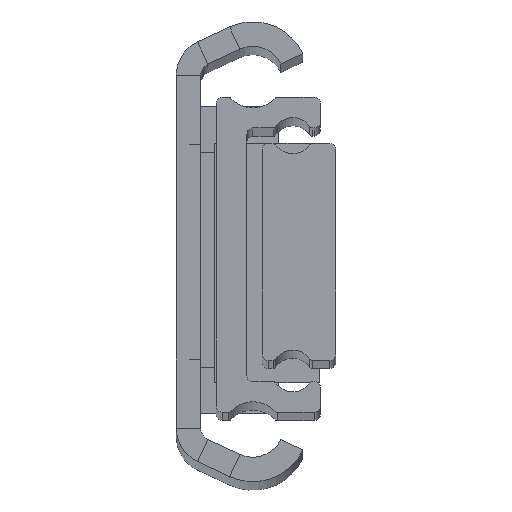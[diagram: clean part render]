
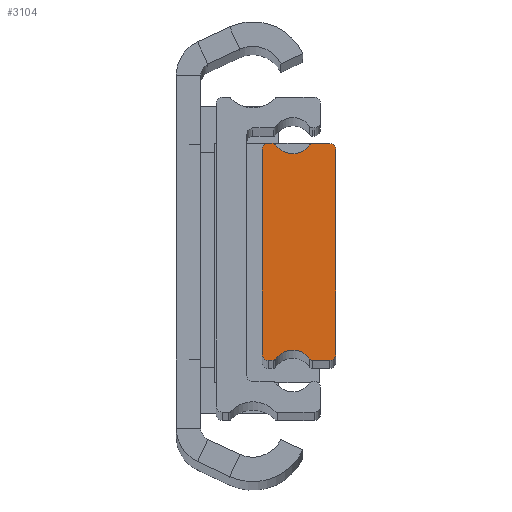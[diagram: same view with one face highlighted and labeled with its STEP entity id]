
A CAD part, top view. The second image highlights one B-rep face of the part: STEP entity #3104.
In plain terms, the highlighted planar face has unit normal (0, 0, 1).
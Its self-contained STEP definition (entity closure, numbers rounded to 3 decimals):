
#31 = DIRECTION ( 'NONE',  ( 1., 0., 0. ) ) ;
#33 = ORIENTED_EDGE ( 'NONE', *, *, #4735, .T. ) ;
#48 = VERTEX_POINT ( 'NONE', #4738 ) ;
#161 = VERTEX_POINT ( 'NONE', #810 ) ;
#178 = CARTESIAN_POINT ( 'NONE',  ( 0., -16.688, 0. ) ) ;
#187 = VERTEX_POINT ( 'NONE', #3287 ) ;
#267 = CARTESIAN_POINT ( 'NONE',  ( -10.203, -17.188, 0. ) ) ;
#297 = DIRECTION ( 'NONE',  ( 0., 0., 1. ) ) ;
#311 = EDGE_CURVE ( 'NONE', #1705, #5066, #1427, .T. ) ;
#319 = ORIENTED_EDGE ( 'NONE', *, *, #447, .T. ) ;
#327 = LINE ( 'NONE', #4332, #4890 ) ;
#336 = CARTESIAN_POINT ( 'NONE',  ( -9.792, -17.473, 0. ) ) ;
#350 = VECTOR ( 'NONE', #5157, 1000. ) ;
#446 = DIRECTION ( 'NONE',  ( 1., 0., 0. ) ) ;
#447 = EDGE_CURVE ( 'NONE', #2772, #861, #3974, .T. ) ;
#490 = ORIENTED_EDGE ( 'NONE', *, *, #1212, .T. ) ;
#656 = DIRECTION ( 'NONE',  ( 0., 0., 1. ) ) ;
#810 = CARTESIAN_POINT ( 'NONE',  ( -12., 16.688, 0. ) ) ;
#828 = EDGE_CURVE ( 'NONE', #4098, #3099, #4023, .T. ) ;
#851 = CIRCLE ( 'NONE', #3208, 1. ) ;
#861 = VERTEX_POINT ( 'NONE', #336 ) ;
#865 = CARTESIAN_POINT ( 'NONE',  ( -10.203, 17.188, 0. ) ) ;
#879 = AXIS2_PLACEMENT_3D ( 'NONE', #4772, #3598, #4339 ) ;
#887 = VERTEX_POINT ( 'NONE', #4776 ) ;
#1133 = ORIENTED_EDGE ( 'NONE', *, *, #2808, .T. ) ;
#1150 = VERTEX_POINT ( 'NONE', #3819 ) ;
#1159 = CARTESIAN_POINT ( 'NONE',  ( -3.797, -17.188, 0. ) ) ;
#1195 = ORIENTED_EDGE ( 'NONE', *, *, #3741, .T. ) ;
#1212 = EDGE_CURVE ( 'NONE', #1150, #1631, #1854, .T. ) ;
#1216 = AXIS2_PLACEMENT_3D ( 'NONE', #1159, #656, #3895 ) ;
#1266 = ORIENTED_EDGE ( 'NONE', *, *, #1643, .T. ) ;
#1286 = CARTESIAN_POINT ( 'NONE',  ( -1., -16.688, 0. ) ) ;
#1302 = VERTEX_POINT ( 'NONE', #3945 ) ;
#1314 = EDGE_CURVE ( 'NONE', #1631, #161, #851, .T. ) ;
#1349 = AXIS2_PLACEMENT_3D ( 'NONE', #1634, #2900, #4182 ) ;
#1360 = DIRECTION ( 'NONE',  ( 0., 0., 1. ) ) ;
#1370 = VERTEX_POINT ( 'NONE', #2173 ) ;
#1427 = LINE ( 'NONE', #1776, #3294 ) ;
#1436 = AXIS2_PLACEMENT_3D ( 'NONE', #267, #297, #1889 ) ;
#1455 = DIRECTION ( 'NONE',  ( -1., 0., 0. ) ) ;
#1507 = DIRECTION ( 'NONE',  ( 0., 0., -1. ) ) ;
#1510 = ORIENTED_EDGE ( 'NONE', *, *, #1314, .T. ) ;
#1571 = CARTESIAN_POINT ( 'NONE',  ( -7., -19.412, 0. ) ) ;
#1631 = VERTEX_POINT ( 'NONE', #2794 ) ;
#1634 = CARTESIAN_POINT ( 'NONE',  ( -11., -16.687, 0. ) ) ;
#1643 = EDGE_CURVE ( 'NONE', #3604, #2772, #3171, .T. ) ;
#1705 = VERTEX_POINT ( 'NONE', #3963 ) ;
#1776 = CARTESIAN_POINT ( 'NONE',  ( -3.797, -17.688, 0. ) ) ;
#1788 = EDGE_CURVE ( 'NONE', #887, #3604, #4756, .T. ) ;
#1854 = LINE ( 'NONE', #3468, #4246 ) ;
#1855 = VERTEX_POINT ( 'NONE', #4585 ) ;
#1889 = DIRECTION ( 'NONE',  ( 1., 0., 0. ) ) ;
#1924 = PLANE ( 'NONE',  #879 ) ;
#2038 = LINE ( 'NONE', #3656, #5221 ) ;
#2068 = AXIS2_PLACEMENT_3D ( 'NONE', #3612, #1507, #3921 ) ;
#2173 = CARTESIAN_POINT ( 'NONE',  ( -9.792, 17.473, 0. ) ) ;
#2230 = CIRCLE ( 'NONE', #2068, 3.4 ) ;
#2235 = DIRECTION ( 'NONE',  ( 0., -1., 0. ) ) ;
#2329 = AXIS2_PLACEMENT_3D ( 'NONE', #865, #2371, #3703 ) ;
#2371 = DIRECTION ( 'NONE',  ( 0., 0., 1. ) ) ;
#2402 = AXIS2_PLACEMENT_3D ( 'NONE', #1571, #4367, #3936 ) ;
#2462 = DIRECTION ( 'NONE',  ( -1., 0., 0. ) ) ;
#2479 = ORIENTED_EDGE ( 'NONE', *, *, #4405, .T. ) ;
#2519 = ORIENTED_EDGE ( 'NONE', *, *, #1788, .T. ) ;
#2613 = DIRECTION ( 'NONE',  ( 0., 0., 1. ) ) ;
#2721 = DIRECTION ( 'NONE',  ( 1., 0., 0. ) ) ;
#2767 = CARTESIAN_POINT ( 'NONE',  ( 0., -16.688, 0. ) ) ;
#2772 = VERTEX_POINT ( 'NONE', #3785 ) ;
#2794 = CARTESIAN_POINT ( 'NONE',  ( -11., 17.688, 0. ) ) ;
#2808 = EDGE_CURVE ( 'NONE', #5066, #4098, #5210, .T. ) ;
#2813 = AXIS2_PLACEMENT_3D ( 'NONE', #5126, #2613, #4231 ) ;
#2900 = DIRECTION ( 'NONE',  ( 0., 0., 1. ) ) ;
#3021 = ORIENTED_EDGE ( 'NONE', *, *, #3650, .T. ) ;
#3061 = EDGE_CURVE ( 'NONE', #187, #48, #4178, .T. ) ;
#3099 = VERTEX_POINT ( 'NONE', #3133 ) ;
#3101 = FACE_OUTER_BOUND ( 'NONE', #3652, .T. ) ;
#3104 = ADVANCED_FACE ( 'NONE', ( #3101 ), #1924, .T. ) ;
#3124 = EDGE_CURVE ( 'NONE', #861, #1302, #3918, .T. ) ;
#3133 = CARTESIAN_POINT ( 'NONE',  ( 0., 16.688, 0. ) ) ;
#3144 = CARTESIAN_POINT ( 'NONE',  ( -11., 16.687, 0. ) ) ;
#3171 = LINE ( 'NONE', #5182, #4499 ) ;
#3208 = AXIS2_PLACEMENT_3D ( 'NONE', #3144, #3580, #31 ) ;
#3287 = CARTESIAN_POINT ( 'NONE',  ( -3.797, 17.688, 0. ) ) ;
#3294 = VECTOR ( 'NONE', #3822, 1000. ) ;
#3468 = CARTESIAN_POINT ( 'NONE',  ( -10.203, 17.688, 0. ) ) ;
#3471 = CARTESIAN_POINT ( 'NONE',  ( -1., -17.688, 0. ) ) ;
#3508 = CIRCLE ( 'NONE', #1216, 0.5 ) ;
#3570 = CARTESIAN_POINT ( 'NONE',  ( -1., 16.688, 0. ) ) ;
#3580 = DIRECTION ( 'NONE',  ( 0., 0., 1. ) ) ;
#3598 = DIRECTION ( 'NONE',  ( 0., 0., 1. ) ) ;
#3604 = VERTEX_POINT ( 'NONE', #3698 ) ;
#3612 = CARTESIAN_POINT ( 'NONE',  ( -7., 19.412, 0. ) ) ;
#3650 = EDGE_CURVE ( 'NONE', #48, #1370, #2230, .T. ) ;
#3652 = EDGE_LOOP ( 'NONE', ( #1510, #33, #2519, #1266, #319, #3801, #1195, #3861, #1133, #4123, #4683, #3882, #4596, #3021, #2479, #490 ) ) ;
#3656 = CARTESIAN_POINT ( 'NONE',  ( -1., 17.688, 0. ) ) ;
#3698 = CARTESIAN_POINT ( 'NONE',  ( -11., -17.687, 0. ) ) ;
#3703 = DIRECTION ( 'NONE',  ( 1., 0., 0. ) ) ;
#3741 = EDGE_CURVE ( 'NONE', #1302, #1705, #3508, .T. ) ;
#3785 = CARTESIAN_POINT ( 'NONE',  ( -10.203, -17.688, 0. ) ) ;
#3801 = ORIENTED_EDGE ( 'NONE', *, *, #3124, .T. ) ;
#3819 = CARTESIAN_POINT ( 'NONE',  ( -10.203, 17.688, 0. ) ) ;
#3822 = DIRECTION ( 'NONE',  ( 1., 0., 0. ) ) ;
#3836 = AXIS2_PLACEMENT_3D ( 'NONE', #1286, #1360, #446 ) ;
#3861 = ORIENTED_EDGE ( 'NONE', *, *, #311, .T. ) ;
#3864 = DIRECTION ( 'NONE',  ( 0., 0., 1. ) ) ;
#3882 = ORIENTED_EDGE ( 'NONE', *, *, #4006, .T. ) ;
#3895 = DIRECTION ( 'NONE',  ( 1., 0., 0. ) ) ;
#3918 = CIRCLE ( 'NONE', #2402, 3.4 ) ;
#3921 = DIRECTION ( 'NONE',  ( 1., 0., 0. ) ) ;
#3927 = CIRCLE ( 'NONE', #2329, 0.5 ) ;
#3936 = DIRECTION ( 'NONE',  ( 1., 0., 0. ) ) ;
#3945 = CARTESIAN_POINT ( 'NONE',  ( -4.208, -17.473, 0. ) ) ;
#3959 = DIRECTION ( 'NONE',  ( 1., 0., 0. ) ) ;
#3963 = CARTESIAN_POINT ( 'NONE',  ( -3.797, -17.688, 0. ) ) ;
#3974 = CIRCLE ( 'NONE', #1436, 0.5 ) ;
#4006 = EDGE_CURVE ( 'NONE', #1855, #187, #2038, .T. ) ;
#4023 = LINE ( 'NONE', #2767, #350 ) ;
#4098 = VERTEX_POINT ( 'NONE', #178 ) ;
#4123 = ORIENTED_EDGE ( 'NONE', *, *, #828, .T. ) ;
#4178 = CIRCLE ( 'NONE', #2813, 0.5 ) ;
#4182 = DIRECTION ( 'NONE',  ( 1., 0., 0. ) ) ;
#4199 = EDGE_CURVE ( 'NONE', #3099, #1855, #5052, .T. ) ;
#4231 = DIRECTION ( 'NONE',  ( 1., 0., 0. ) ) ;
#4246 = VECTOR ( 'NONE', #1455, 1000. ) ;
#4332 = CARTESIAN_POINT ( 'NONE',  ( -12., 16.688, 0. ) ) ;
#4339 = DIRECTION ( 'NONE',  ( 1., 0., 0. ) ) ;
#4367 = DIRECTION ( 'NONE',  ( 0., 0., -1. ) ) ;
#4405 = EDGE_CURVE ( 'NONE', #1370, #1150, #3927, .T. ) ;
#4499 = VECTOR ( 'NONE', #2721, 1000. ) ;
#4585 = CARTESIAN_POINT ( 'NONE',  ( -1., 17.688, 0. ) ) ;
#4596 = ORIENTED_EDGE ( 'NONE', *, *, #3061, .T. ) ;
#4683 = ORIENTED_EDGE ( 'NONE', *, *, #4199, .T. ) ;
#4735 = EDGE_CURVE ( 'NONE', #161, #887, #327, .T. ) ;
#4738 = CARTESIAN_POINT ( 'NONE',  ( -4.208, 17.473, 0. ) ) ;
#4756 = CIRCLE ( 'NONE', #1349, 1. ) ;
#4772 = CARTESIAN_POINT ( 'NONE',  ( -11., 16.687, 0. ) ) ;
#4776 = CARTESIAN_POINT ( 'NONE',  ( -12., -16.687, 0. ) ) ;
#4884 = AXIS2_PLACEMENT_3D ( 'NONE', #3570, #3864, #3959 ) ;
#4890 = VECTOR ( 'NONE', #2235, 1000. ) ;
#5052 = CIRCLE ( 'NONE', #4884, 1. ) ;
#5066 = VERTEX_POINT ( 'NONE', #3471 ) ;
#5126 = CARTESIAN_POINT ( 'NONE',  ( -3.797, 17.188, 0. ) ) ;
#5157 = DIRECTION ( 'NONE',  ( 0., 1., 0. ) ) ;
#5182 = CARTESIAN_POINT ( 'NONE',  ( -11., -17.687, 0. ) ) ;
#5210 = CIRCLE ( 'NONE', #3836, 1. ) ;
#5221 = VECTOR ( 'NONE', #2462, 1000. ) ;
